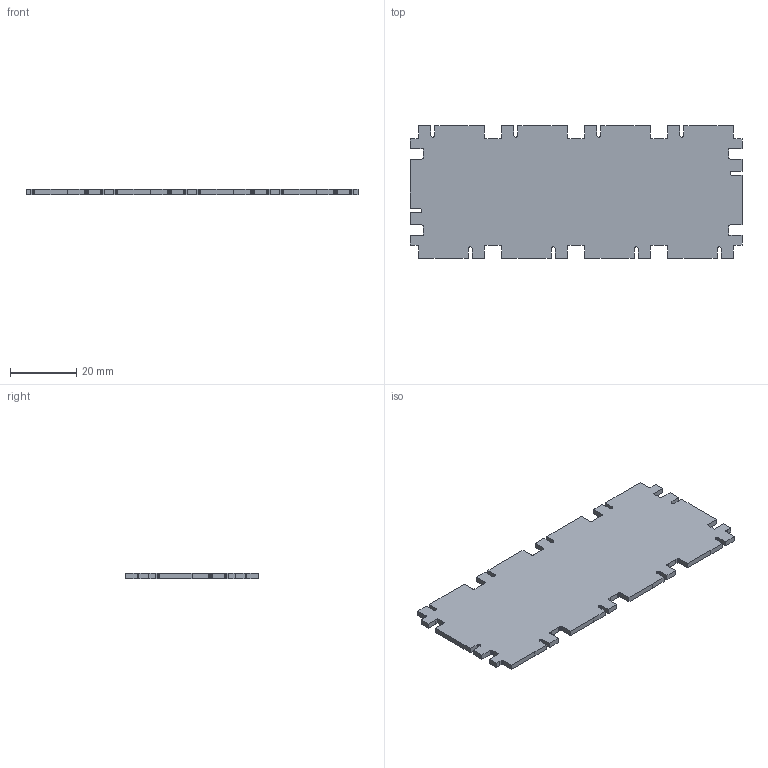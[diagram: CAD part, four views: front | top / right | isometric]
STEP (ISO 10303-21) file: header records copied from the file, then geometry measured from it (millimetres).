
FILE_DESCRIPTION(('KiCad electronic assembly'),'2;1');
FILE_NAME('Chimera_Carrier.step','2023-08-18T08:40:06',('Pcbnew'),( 'Kicad'),'Open CASCADE STEP processor 7.6','KiCad to STEP converter' ,'Unknown');
FILE_SCHEMA(('AUTOMOTIVE_DESIGN { 1 0 10303 214 1 1 1 1 }'));
Length unit declared in the file: millimetre
Products named in the file (2): Chimera_Carrier 1; Chimera_Carrier PCB
Assembly tree (1 placements, depth 2):
  Chimera_Carrier 1
    Chimera_Carrier PCB
Bounding box: 100 x 40 x 1.58 mm (x, y, z)
Volume: 5919.8 mm3; surface area: 8157.8 mm2
Topology: 1 solids, 1 shells, 356 faces, 1062 edges, 708 vertices
Faces by surface type: plane 356
Entity records: 25559 total; most frequent: CARTESIAN_POINT 4252, DIRECTION 3902, LINE 3186, VECTOR 3186, ORIENTED_EDGE 2124, PCURVE 2124, DEFINITIONAL_REPRESENTATION 2124, EDGE_CURVE 1062
